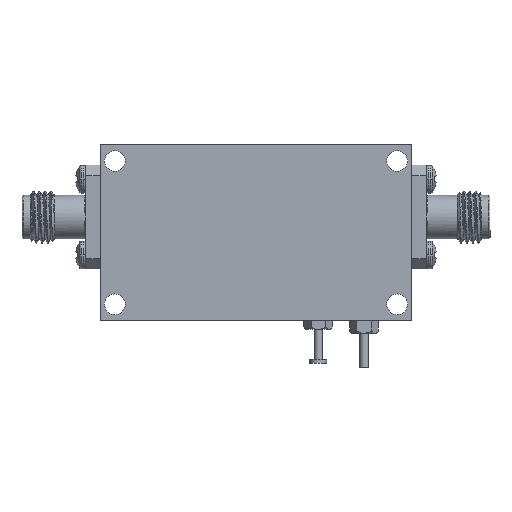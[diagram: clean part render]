
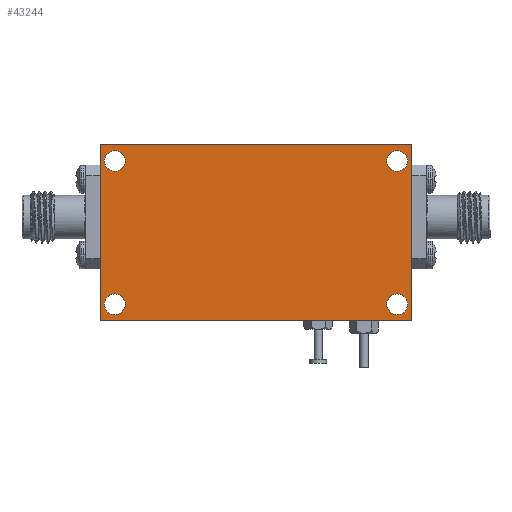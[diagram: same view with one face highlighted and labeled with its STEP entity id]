
A CAD part, front view. The second image highlights one B-rep face of the part: STEP entity #43244.
In plain terms, the highlighted planar face has unit normal (0, -1, 0).
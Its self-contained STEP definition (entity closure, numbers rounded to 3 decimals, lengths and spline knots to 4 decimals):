
#62 = EDGE_CURVE ( 'NONE', #22651, #52367, #53416, .T. ) ;
#231 = PLANE ( 'NONE',  #52763 ) ;
#1924 = CARTESIAN_POINT ( 'NONE',  ( 0.75, -0.1875, -0.425 ) ) ;
#2378 = ORIENTED_EDGE ( 'NONE', *, *, #43016, .T. ) ;
#3209 = CARTESIAN_POINT ( 'NONE',  ( 0.68, -0.1875, 0.345 ) ) ;
#3302 = VERTEX_POINT ( 'NONE', #58292 ) ;
#3921 = CARTESIAN_POINT ( 'NONE',  ( -0.68, -0.1875, -0.295 ) ) ;
#5021 = VECTOR ( 'NONE', #49425, 39.3701 ) ;
#5224 = CARTESIAN_POINT ( 'NONE',  ( 0.68, -0.1875, -0.295 ) ) ;
#5934 = AXIS2_PLACEMENT_3D ( 'NONE', #31576, #36131, #30934 ) ;
#6398 = AXIS2_PLACEMENT_3D ( 'NONE', #42334, #36933, #12637 ) ;
#6921 = FACE_BOUND ( 'NONE', #47544, .T. ) ;
#9722 = CARTESIAN_POINT ( 'NONE',  ( -0.75, -0.1875, -0.425 ) ) ;
#10078 = FACE_BOUND ( 'NONE', #31204, .T. ) ;
#10170 = CARTESIAN_POINT ( 'NONE',  ( -0.68, -0.1875, 0.345 ) ) ;
#11456 = VECTOR ( 'NONE', #42878, 39.3701 ) ;
#11819 = ORIENTED_EDGE ( 'NONE', *, *, #46445, .T. ) ;
#12466 = CARTESIAN_POINT ( 'NONE',  ( 0.68, -0.1875, -0.345 ) ) ;
#12637 = DIRECTION ( 'NONE',  ( 0., 0., 1. ) ) ;
#13343 = AXIS2_PLACEMENT_3D ( 'NONE', #19077, #62810, #32983 ) ;
#13872 = VERTEX_POINT ( 'NONE', #50783 ) ;
#14404 = DIRECTION ( 'NONE',  ( 0., 1., 0. ) ) ;
#14591 = EDGE_CURVE ( 'NONE', #3302, #25249, #26041, .T. ) ;
#15359 = ORIENTED_EDGE ( 'NONE', *, *, #60715, .T. ) ;
#15604 = EDGE_CURVE ( 'NONE', #22630, #22651, #31411, .T. ) ;
#15611 = EDGE_CURVE ( 'NONE', #30037, #22630, #61027, .T. ) ;
#17017 = CARTESIAN_POINT ( 'NONE',  ( -0.75, -0.1875, -0.425 ) ) ;
#17606 = DIRECTION ( 'NONE',  ( 0., 1., 0. ) ) ;
#19060 = CARTESIAN_POINT ( 'NONE',  ( 0.68, -0.1875, 0.395 ) ) ;
#19077 = CARTESIAN_POINT ( 'NONE',  ( -0.68, -0.1875, -0.345 ) ) ;
#19790 = VECTOR ( 'NONE', #59254, 39.3701 ) ;
#19923 = ORIENTED_EDGE ( 'NONE', *, *, #15604, .F. ) ;
#20448 = ORIENTED_EDGE ( 'NONE', *, *, #14591, .T. ) ;
#20743 = CIRCLE ( 'NONE', #34927, 0.05 ) ;
#20862 = DIRECTION ( 'NONE',  ( 0., 1., 0. ) ) ;
#21294 = DIRECTION ( 'NONE',  ( 0., 0., 1. ) ) ;
#22209 = ORIENTED_EDGE ( 'NONE', *, *, #40104, .F. ) ;
#22630 = VERTEX_POINT ( 'NONE', #1924 ) ;
#22651 = VERTEX_POINT ( 'NONE', #17017 ) ;
#23421 = EDGE_LOOP ( 'NONE', ( #11819, #2378 ) ) ;
#23971 = ORIENTED_EDGE ( 'NONE', *, *, #64086, .T. ) ;
#24465 = ORIENTED_EDGE ( 'NONE', *, *, #36275, .T. ) ;
#24785 = FACE_OUTER_BOUND ( 'NONE', #41250, .T. ) ;
#25239 = EDGE_CURVE ( 'NONE', #39551, #44105, #61631, .T. ) ;
#25249 = VERTEX_POINT ( 'NONE', #3921 ) ;
#25374 = CARTESIAN_POINT ( 'NONE',  ( 0., -0.1875, 0. ) ) ;
#25771 = VECTOR ( 'NONE', #37376, 39.3701 ) ;
#26041 = CIRCLE ( 'NONE', #13343, 0.05 ) ;
#26593 = CARTESIAN_POINT ( 'NONE',  ( -0.68, -0.1875, 0.295 ) ) ;
#27257 = CARTESIAN_POINT ( 'NONE',  ( -0.75, -0.1875, 0.425 ) ) ;
#27311 = EDGE_LOOP ( 'NONE', ( #15359, #23971 ) ) ;
#29026 = CIRCLE ( 'NONE', #29323, 0.05 ) ;
#29228 = DIRECTION ( 'NONE',  ( 0., 0., 1. ) ) ;
#29323 = AXIS2_PLACEMENT_3D ( 'NONE', #3209, #58593, #38119 ) ;
#30037 = VERTEX_POINT ( 'NONE', #59460 ) ;
#30173 = DIRECTION ( 'NONE',  ( 0., -1., 0. ) ) ;
#30934 = DIRECTION ( 'NONE',  ( 0., 0., 1. ) ) ;
#31204 = EDGE_LOOP ( 'NONE', ( #24465, #20448 ) ) ;
#31411 = LINE ( 'NONE', #9722, #5021 ) ;
#31576 = CARTESIAN_POINT ( 'NONE',  ( -0.68, -0.1875, -0.345 ) ) ;
#32820 = CIRCLE ( 'NONE', #51886, 0.05 ) ;
#32983 = DIRECTION ( 'NONE',  ( 0., 0., 1. ) ) ;
#33576 = ORIENTED_EDGE ( 'NONE', *, *, #15611, .F. ) ;
#34927 = AXIS2_PLACEMENT_3D ( 'NONE', #12466, #17606, #62689 ) ;
#34946 = DIRECTION ( 'NONE',  ( 0., 0., -1. ) ) ;
#36131 = DIRECTION ( 'NONE',  ( 0., 1., 0. ) ) ;
#36275 = EDGE_CURVE ( 'NONE', #25249, #3302, #61125, .T. ) ;
#36933 = DIRECTION ( 'NONE',  ( 0., 1., 0. ) ) ;
#37376 = DIRECTION ( 'NONE',  ( 1., 0., 0. ) ) ;
#37992 = CIRCLE ( 'NONE', #51487, 0.05 ) ;
#38119 = DIRECTION ( 'NONE',  ( 0., 0., 1. ) ) ;
#39551 = VERTEX_POINT ( 'NONE', #26593 ) ;
#40104 = EDGE_CURVE ( 'NONE', #52367, #30037, #59255, .T. ) ;
#41250 = EDGE_LOOP ( 'NONE', ( #33576, #22209, #64011, #19923 ) ) ;
#42334 = CARTESIAN_POINT ( 'NONE',  ( -0.68, -0.1875, 0.345 ) ) ;
#42878 = DIRECTION ( 'NONE',  ( 0., 0., 1. ) ) ;
#43016 = EDGE_CURVE ( 'NONE', #63379, #51535, #37992, .T. ) ;
#43244 = ADVANCED_FACE ( 'NONE', ( #10078, #61380, #6921, #46515, #24785 ), #231, .T. ) ;
#44105 = VERTEX_POINT ( 'NONE', #52660 ) ;
#44845 = DIRECTION ( 'NONE',  ( 0., 1., 0. ) ) ;
#45069 = ORIENTED_EDGE ( 'NONE', *, *, #25239, .T. ) ;
#45721 = ORIENTED_EDGE ( 'NONE', *, *, #55103, .T. ) ;
#46445 = EDGE_CURVE ( 'NONE', #51535, #63379, #20743, .T. ) ;
#46515 = FACE_BOUND ( 'NONE', #27311, .T. ) ;
#47544 = EDGE_LOOP ( 'NONE', ( #45721, #45069 ) ) ;
#48729 = AXIS2_PLACEMENT_3D ( 'NONE', #64474, #14404, #59633 ) ;
#49425 = DIRECTION ( 'NONE',  ( -1., 0., 0. ) ) ;
#50624 = VERTEX_POINT ( 'NONE', #19060 ) ;
#50783 = CARTESIAN_POINT ( 'NONE',  ( 0.68, -0.1875, 0.295 ) ) ;
#51090 = CIRCLE ( 'NONE', #48729, 0.05 ) ;
#51487 = AXIS2_PLACEMENT_3D ( 'NONE', #60887, #20862, #21294 ) ;
#51535 = VERTEX_POINT ( 'NONE', #5224 ) ;
#51886 = AXIS2_PLACEMENT_3D ( 'NONE', #10170, #44845, #29228 ) ;
#52367 = VERTEX_POINT ( 'NONE', #57354 ) ;
#52660 = CARTESIAN_POINT ( 'NONE',  ( -0.68, -0.1875, 0.395 ) ) ;
#52763 = AXIS2_PLACEMENT_3D ( 'NONE', #25374, #30173, #34946 ) ;
#52820 = CARTESIAN_POINT ( 'NONE',  ( -0.75, -0.1875, 0.425 ) ) ;
#53416 = LINE ( 'NONE', #27257, #11456 ) ;
#55103 = EDGE_CURVE ( 'NONE', #44105, #39551, #32820, .T. ) ;
#57354 = CARTESIAN_POINT ( 'NONE',  ( -0.75, -0.1875, 0.425 ) ) ;
#58292 = CARTESIAN_POINT ( 'NONE',  ( -0.68, -0.1875, -0.395 ) ) ;
#58593 = DIRECTION ( 'NONE',  ( 0., 1., 0. ) ) ;
#59038 = CARTESIAN_POINT ( 'NONE',  ( 0.75, -0.1875, 0.425 ) ) ;
#59254 = DIRECTION ( 'NONE',  ( 0., 0., -1. ) ) ;
#59255 = LINE ( 'NONE', #52820, #25771 ) ;
#59460 = CARTESIAN_POINT ( 'NONE',  ( 0.75, -0.1875, 0.425 ) ) ;
#59569 = CARTESIAN_POINT ( 'NONE',  ( 0.68, -0.1875, -0.395 ) ) ;
#59633 = DIRECTION ( 'NONE',  ( 0., 0., 1. ) ) ;
#60715 = EDGE_CURVE ( 'NONE', #50624, #13872, #51090, .T. ) ;
#60887 = CARTESIAN_POINT ( 'NONE',  ( 0.68, -0.1875, -0.345 ) ) ;
#61027 = LINE ( 'NONE', #59038, #19790 ) ;
#61125 = CIRCLE ( 'NONE', #5934, 0.05 ) ;
#61380 = FACE_BOUND ( 'NONE', #23421, .T. ) ;
#61631 = CIRCLE ( 'NONE', #6398, 0.05 ) ;
#62689 = DIRECTION ( 'NONE',  ( 0., 0., 1. ) ) ;
#62810 = DIRECTION ( 'NONE',  ( 0., 1., 0. ) ) ;
#63379 = VERTEX_POINT ( 'NONE', #59569 ) ;
#64011 = ORIENTED_EDGE ( 'NONE', *, *, #62, .F. ) ;
#64086 = EDGE_CURVE ( 'NONE', #13872, #50624, #29026, .T. ) ;
#64474 = CARTESIAN_POINT ( 'NONE',  ( 0.68, -0.1875, 0.345 ) ) ;
